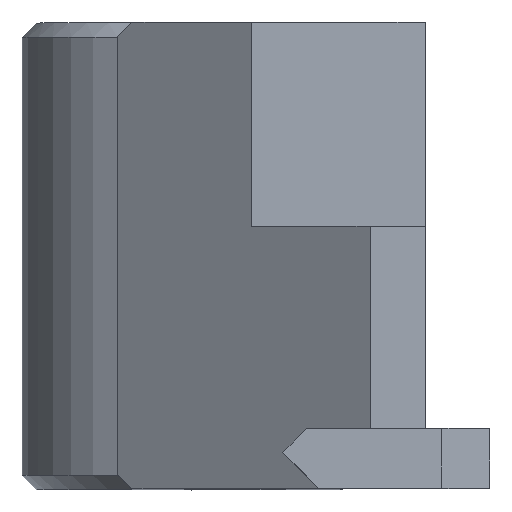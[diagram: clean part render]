
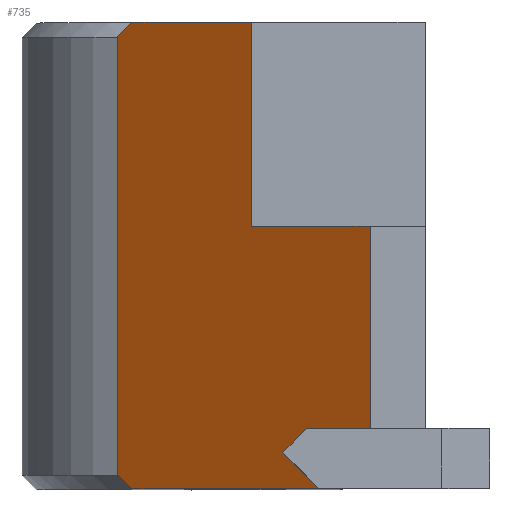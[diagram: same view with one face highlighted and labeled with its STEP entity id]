
A CAD part, top view. The second image highlights one B-rep face of the part: STEP entity #735.
In plain terms, the highlighted planar face has unit normal (-0.581, 0, 0.814).
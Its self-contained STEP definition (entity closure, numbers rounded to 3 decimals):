
#49=FACE_OUTER_BOUND('',#91,.T.);
#91=EDGE_LOOP('',(#548,#549,#550,#551,#552,#553,#554,#555,#556,#557,#558));
#133=LINE('',#1047,#226);
#155=LINE('',#1092,#248);
#161=LINE('',#1107,#254);
#163=LINE('',#1110,#256);
#165=LINE('',#1114,#258);
#166=LINE('',#1117,#259);
#167=LINE('',#1119,#260);
#168=LINE('',#1121,#261);
#169=LINE('',#1123,#262);
#170=LINE('',#1125,#263);
#171=LINE('',#1126,#264);
#226=VECTOR('',#846,10.);
#248=VECTOR('',#880,10.);
#254=VECTOR('',#890,10.);
#256=VECTOR('',#894,10.);
#258=VECTOR('',#900,10.);
#259=VECTOR('',#903,10.);
#260=VECTOR('',#904,10.);
#261=VECTOR('',#905,10.);
#262=VECTOR('',#906,10.);
#263=VECTOR('',#907,10.);
#264=VECTOR('',#908,10.);
#317=VERTEX_POINT('',#1044);
#318=VERTEX_POINT('',#1046);
#330=VERTEX_POINT('',#1080);
#335=VERTEX_POINT('',#1090);
#341=VERTEX_POINT('',#1104);
#342=VERTEX_POINT('',#1106);
#343=VERTEX_POINT('',#1116);
#344=VERTEX_POINT('',#1118);
#345=VERTEX_POINT('',#1120);
#346=VERTEX_POINT('',#1122);
#347=VERTEX_POINT('',#1124);
#386=EDGE_CURVE('',#317,#318,#133,.T.);
#409=EDGE_CURVE('',#330,#335,#155,.F.);
#416=EDGE_CURVE('',#342,#341,#161,.T.);
#418=EDGE_CURVE('',#341,#330,#163,.F.);
#420=EDGE_CURVE('',#317,#342,#165,.T.);
#421=EDGE_CURVE('',#335,#343,#166,.T.);
#422=EDGE_CURVE('',#344,#343,#167,.F.);
#423=EDGE_CURVE('',#344,#345,#168,.T.);
#424=EDGE_CURVE('',#346,#345,#169,.F.);
#425=EDGE_CURVE('',#346,#347,#170,.F.);
#426=EDGE_CURVE('',#347,#318,#171,.F.);
#548=ORIENTED_EDGE('',*,*,#418,.T.);
#549=ORIENTED_EDGE('',*,*,#409,.T.);
#550=ORIENTED_EDGE('',*,*,#421,.T.);
#551=ORIENTED_EDGE('',*,*,#422,.F.);
#552=ORIENTED_EDGE('',*,*,#423,.T.);
#553=ORIENTED_EDGE('',*,*,#424,.F.);
#554=ORIENTED_EDGE('',*,*,#425,.T.);
#555=ORIENTED_EDGE('',*,*,#426,.T.);
#556=ORIENTED_EDGE('',*,*,#386,.F.);
#557=ORIENTED_EDGE('',*,*,#420,.T.);
#558=ORIENTED_EDGE('',*,*,#416,.T.);
#701=PLANE('',#791);
#735=ADVANCED_FACE('',(#49),#701,.T.);
#791=AXIS2_PLACEMENT_3D('',#1115,#901,#902);
#846=DIRECTION('',(-0.814,0.,-0.581));
#880=DIRECTION('',(0.814,0.,0.581));
#890=DIRECTION('',(-0.814,0.,-0.581));
#894=DIRECTION('',(0.,-1.,0.));
#900=DIRECTION('',(0.,1.,0.));
#901=DIRECTION('center_axis',(-0.581,0.,
0.814));
#902=DIRECTION('ref_axis',(0.814,0.,0.581));
#903=DIRECTION('',(-0.631,-0.631,-0.451));
#904=DIRECTION('',(0.,-1.,0.));
#905=DIRECTION('',(0.631,-0.631,0.451));
#906=DIRECTION('',(0.814,0.,0.581));
#907=DIRECTION('',(0.631,-0.631,0.451));
#908=DIRECTION('',(-0.631,-0.631,-0.451));
#1044=CARTESIAN_POINT('',(-12.225,9.165,91.881));
#1046=CARTESIAN_POINT('',(-13.55,9.165,90.935));
#1047=CARTESIAN_POINT('',(-14.177,9.165,90.488));
#1080=CARTESIAN_POINT('',(-14.706,17.665,90.11));
#1090=CARTESIAN_POINT('',(-17.2,17.665,88.33));
#1092=CARTESIAN_POINT('',(-14.941,17.665,89.942));
#1104=CARTESIAN_POINT('',(-14.706,13.395,90.11));
#1106=CARTESIAN_POINT('',(-12.225,13.395,91.881));
#1107=CARTESIAN_POINT('',(-14.96,13.395,89.929));
#1110=CARTESIAN_POINT('',(-14.706,13.04,90.11));
#1114=CARTESIAN_POINT('',(-12.225,7.915,91.881));
#1115=CARTESIAN_POINT('Origin',(-17.093,7.915,88.406));
#1116=CARTESIAN_POINT('',(-17.5,17.365,88.115));
#1117=CARTESIAN_POINT('',(-19.511,15.355,86.68));
#1118=CARTESIAN_POINT('',(-17.5,8.215,88.115));
#1119=CARTESIAN_POINT('',(-17.5,7.915,88.115));
#1120=CARTESIAN_POINT('',(-17.2,7.915,88.33));
#1121=CARTESIAN_POINT('',(-18.066,8.782,87.711));
#1122=CARTESIAN_POINT('',(-13.3,7.915,91.114));
#1123=CARTESIAN_POINT('',(-16.93,7.915,88.523));
#1124=CARTESIAN_POINT('',(-14.05,8.665,90.578));
#1125=CARTESIAN_POINT('',(-14.94,9.555,89.943));
#1126=CARTESIAN_POINT('',(-14.596,8.119,90.188));
